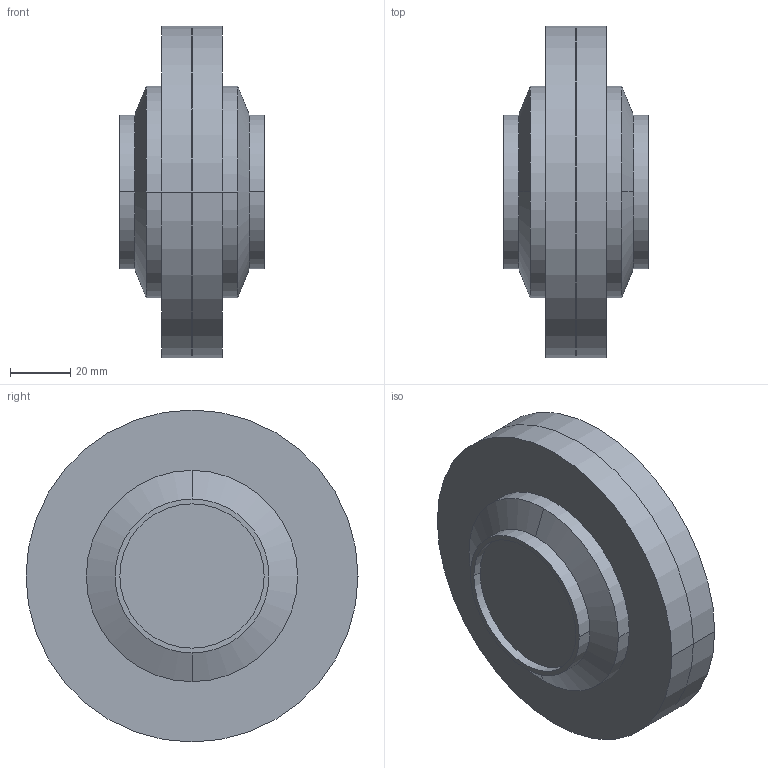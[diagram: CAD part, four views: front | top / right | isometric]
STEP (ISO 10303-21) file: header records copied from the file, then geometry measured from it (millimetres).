
FILE_DESCRIPTION(('Creo Elements/Direct Modeling STEP Export'),'2;1');
FILE_NAME('FGN1-2T.stp','2011-12-09T10:53:50',(''),(''),'Creo Elements/Direct Modeling STEP processor for AP214 (Solid Model)','Creo Elements/Direct Modeling 17.0D 15-Jul-2011 (C) Parametric Technology GmbH','');
FILE_SCHEMA(('AUTOMOTIVE_DESIGN { 1 0 10303 214 1 1 1 1 }'));
Length unit declared in the file: millimetre
Products named in the file (3): FN1-2T; FG1-2T; FGN-2T
Assembly tree (2 placements, depth 2):
  FGN-2T
    FG1-2T
    FN1-2T
Bounding box: 48 x 110 x 110 mm (x, y, z)
Volume: 261609.6 mm3; surface area: 49980.1 mm2
Topology: 2 solids, 2 shells, 28 faces, 60 edges, 40 vertices
Faces by surface type: cylinder 16, plane 8, cone 4
Entity records: 963 total; most frequent: ORIENTED_EDGE 120, DIRECTION 114, CARTESIAN_POINT 107, EDGE_CURVE 60, AXIS2_PLACEMENT_3D 47, VERTEX_POINT 40, EDGE_LOOP 32, COLOUR_RGB 30
